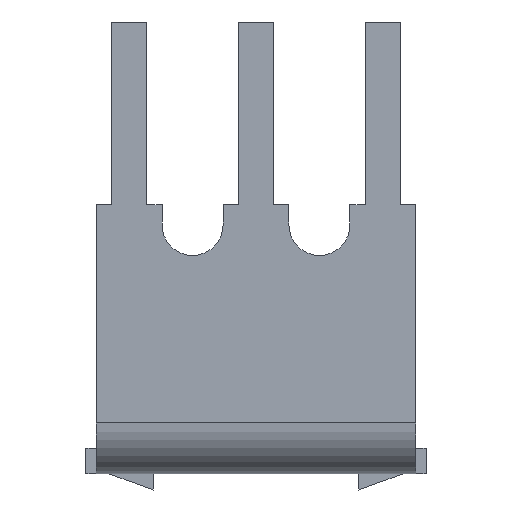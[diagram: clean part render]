
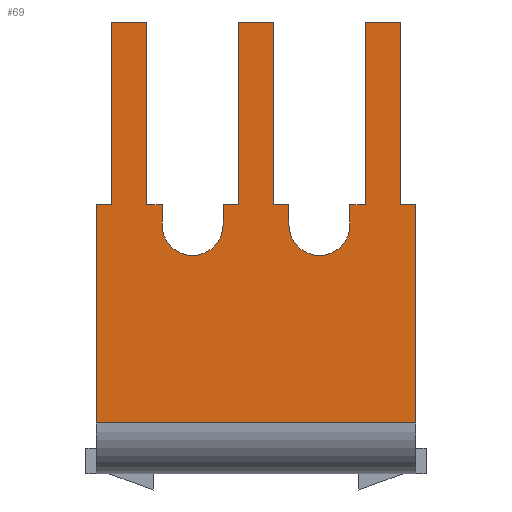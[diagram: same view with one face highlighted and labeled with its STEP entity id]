
A CAD part, front view. The second image highlights one B-rep face of the part: STEP entity #69.
In plain terms, the highlighted planar face has unit normal (0, -1, 0).
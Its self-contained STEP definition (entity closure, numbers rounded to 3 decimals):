
#69=ADVANCED_FACE('',(#175),#176,.T.);
#175=FACE_OUTER_BOUND('',#334,.T.);
#176=PLANE('',#335);
#334=EDGE_LOOP('',(#667,#668,#669,#670,#671,#672,#673,#674,#675,#676,#677,#678,#679,#680,#681,#682,#683,#684,#685,#686,#687,#688,#689,#690));
#335=AXIS2_PLACEMENT_3D('',#691,#692,#693);
#667=ORIENTED_EDGE('',*,*,#1151,.F.);
#668=ORIENTED_EDGE('',*,*,#1164,.F.);
#669=ORIENTED_EDGE('',*,*,#1207,.F.);
#670=ORIENTED_EDGE('',*,*,#1109,.T.);
#671=ORIENTED_EDGE('',*,*,#1208,.T.);
#672=ORIENTED_EDGE('',*,*,#1209,.F.);
#673=ORIENTED_EDGE('',*,*,#1210,.T.);
#674=ORIENTED_EDGE('',*,*,#1211,.T.);
#675=ORIENTED_EDGE('',*,*,#1212,.F.);
#676=ORIENTED_EDGE('',*,*,#1213,.F.);
#677=ORIENTED_EDGE('',*,*,#1214,.F.);
#678=ORIENTED_EDGE('',*,*,#1215,.F.);
#679=ORIENTED_EDGE('',*,*,#1216,.F.);
#680=ORIENTED_EDGE('',*,*,#1217,.F.);
#681=ORIENTED_EDGE('',*,*,#1218,.T.);
#682=ORIENTED_EDGE('',*,*,#1219,.T.);
#683=ORIENTED_EDGE('',*,*,#1220,.F.);
#684=ORIENTED_EDGE('',*,*,#1221,.F.);
#685=ORIENTED_EDGE('',*,*,#1222,.F.);
#686=ORIENTED_EDGE('',*,*,#1223,.F.);
#687=ORIENTED_EDGE('',*,*,#1224,.F.);
#688=ORIENTED_EDGE('',*,*,#1225,.F.);
#689=ORIENTED_EDGE('',*,*,#1226,.T.);
#690=ORIENTED_EDGE('',*,*,#1143,.T.);
#691=CARTESIAN_POINT('',(4.001,-3.493,0.635));
#692=DIRECTION('',(0.0,-1.0,0.0));
#693=DIRECTION('',(0.0,0.0,-1.0));
#1109=EDGE_CURVE('',#1331,#1332,#1333,.T.);
#1143=EDGE_CURVE('',#1397,#1398,#1399,.T.);
#1151=EDGE_CURVE('',#1410,#1398,#1412,.T.);
#1164=EDGE_CURVE('',#1434,#1410,#1436,.T.);
#1207=EDGE_CURVE('',#1331,#1434,#1505,.T.);
#1208=EDGE_CURVE('',#1332,#1506,#1507,.T.);
#1209=EDGE_CURVE('',#1508,#1506,#1509,.T.);
#1210=EDGE_CURVE('',#1508,#1510,#1511,.T.);
#1211=EDGE_CURVE('',#1510,#1512,#1513,.T.);
#1212=EDGE_CURVE('',#1514,#1512,#1515,.T.);
#1213=EDGE_CURVE('',#1516,#1514,#1517,.T.);
#1214=EDGE_CURVE('',#1518,#1516,#1519,.T.);
#1215=EDGE_CURVE('',#1520,#1518,#1521,.T.);
#1216=EDGE_CURVE('',#1522,#1520,#1523,.T.);
#1217=EDGE_CURVE('',#1524,#1522,#1525,.T.);
#1218=EDGE_CURVE('',#1524,#1526,#1527,.T.);
#1219=EDGE_CURVE('',#1526,#1528,#1529,.T.);
#1220=EDGE_CURVE('',#1530,#1528,#1531,.T.);
#1221=EDGE_CURVE('',#1532,#1530,#1533,.T.);
#1222=EDGE_CURVE('',#1534,#1532,#1535,.T.);
#1223=EDGE_CURVE('',#1536,#1534,#1537,.T.);
#1224=EDGE_CURVE('',#1538,#1536,#1539,.T.);
#1225=EDGE_CURVE('',#1540,#1538,#1541,.T.);
#1226=EDGE_CURVE('',#1540,#1397,#1542,.T.);
#1331=VERTEX_POINT('',#1693);
#1332=VERTEX_POINT('',#1694);
#1333=LINE('',#1695,#1696);
#1397=VERTEX_POINT('',#1789);
#1398=VERTEX_POINT('',#1790);
#1399=LINE('',#1791,#1792);
#1410=VERTEX_POINT('',#1809);
#1412=LINE('',#1812,#1813);
#1434=VERTEX_POINT('',#1843);
#1436=LINE('',#1845,#1846);
#1505=LINE('',#1945,#1946);
#1506=VERTEX_POINT('',#1947);
#1507=LINE('',#1948,#1949);
#1508=VERTEX_POINT('',#1950);
#1509=LINE('',#1951,#1952);
#1510=VERTEX_POINT('',#1953);
#1511=LINE('',#1954,#1955);
#1512=VERTEX_POINT('',#1956);
#1513=LINE('',#1957,#1958);
#1514=VERTEX_POINT('',#1959);
#1515=LINE('',#1960,#1961);
#1516=VERTEX_POINT('',#1962);
#1517=LINE('',#1963,#1964);
#1518=VERTEX_POINT('',#1965);
#1519=CIRCLE('',#1966,0.762);
#1520=VERTEX_POINT('',#1967);
#1521=LINE('',#1968,#1969);
#1522=VERTEX_POINT('',#1970);
#1523=LINE('',#1971,#1972);
#1524=VERTEX_POINT('',#1973);
#1525=LINE('',#1974,#1975);
#1526=VERTEX_POINT('',#1976);
#1527=LINE('',#1977,#1978);
#1528=VERTEX_POINT('',#1979);
#1529=LINE('',#1980,#1981);
#1530=VERTEX_POINT('',#1982);
#1531=LINE('',#1983,#1984);
#1532=VERTEX_POINT('',#1985);
#1533=LINE('',#1986,#1987);
#1534=VERTEX_POINT('',#1988);
#1535=CIRCLE('',#1989,0.762);
#1536=VERTEX_POINT('',#1990);
#1537=LINE('',#1991,#1992);
#1538=VERTEX_POINT('',#1993);
#1539=LINE('',#1994,#1995);
#1540=VERTEX_POINT('',#1996);
#1541=LINE('',#1997,#1998);
#1542=LINE('',#1999,#2000);
#1693=CARTESIAN_POINT('',(4.001,-3.493,0.635));
#1694=CARTESIAN_POINT('',(4.001,-3.493,6.096));
#1695=CARTESIAN_POINT('',(4.001,-3.493,0.635));
#1696=VECTOR('',#2225,5.461);
#1789=CARTESIAN_POINT('',(-3.62,-3.493,10.668));
#1790=CARTESIAN_POINT('',(-3.62,-3.493,6.096));
#1791=CARTESIAN_POINT('',(-3.62,-3.493,10.668));
#1792=VECTOR('',#2267,4.572);
#1809=CARTESIAN_POINT('',(-4.001,-3.493,6.096));
#1812=CARTESIAN_POINT('',(-4.001,-3.493,6.096));
#1813=VECTOR('',#2275,0.381);
#1843=CARTESIAN_POINT('',(-4.001,-3.493,0.635));
#1845=CARTESIAN_POINT('',(-4.001,-3.493,0.635));
#1846=VECTOR('',#2296,5.461);
#1945=CARTESIAN_POINT('',(4.001,-3.493,0.635));
#1946=VECTOR('',#2363,8.001);
#1947=CARTESIAN_POINT('',(3.62,-3.493,6.096));
#1948=CARTESIAN_POINT('',(4.001,-3.493,6.096));
#1949=VECTOR('',#2364,0.381);
#1950=CARTESIAN_POINT('',(3.62,-3.493,10.668));
#1951=CARTESIAN_POINT('',(3.62,-3.493,10.668));
#1952=VECTOR('',#2365,4.572);
#1953=CARTESIAN_POINT('',(2.731,-3.493,10.668));
#1954=CARTESIAN_POINT('',(3.62,-3.493,10.668));
#1955=VECTOR('',#2366,0.889);
#1956=CARTESIAN_POINT('',(2.731,-3.493,6.096));
#1957=CARTESIAN_POINT('',(2.731,-3.493,10.668));
#1958=VECTOR('',#2367,4.572);
#1959=CARTESIAN_POINT('',(2.35,-3.493,6.096));
#1960=CARTESIAN_POINT('',(2.35,-3.493,6.096));
#1961=VECTOR('',#2368,0.381);
#1962=CARTESIAN_POINT('',(2.35,-3.493,5.588));
#1963=CARTESIAN_POINT('',(2.35,-3.493,5.588));
#1964=VECTOR('',#2369,0.508);
#1965=CARTESIAN_POINT('',(0.826,-3.493,5.588));
#1966=AXIS2_PLACEMENT_3D('',#2370,#2371,#2372);
#1967=CARTESIAN_POINT('',(0.826,-3.493,6.096));
#1968=CARTESIAN_POINT('',(0.826,-3.493,6.096));
#1969=VECTOR('',#2373,0.508);
#1970=CARTESIAN_POINT('',(0.445,-3.493,6.096));
#1971=CARTESIAN_POINT('',(0.445,-3.493,6.096));
#1972=VECTOR('',#2374,0.381);
#1973=CARTESIAN_POINT('',(0.445,-3.493,10.668));
#1974=CARTESIAN_POINT('',(0.445,-3.493,10.668));
#1975=VECTOR('',#2375,4.572);
#1976=CARTESIAN_POINT('',(-0.445,-3.493,10.668));
#1977=CARTESIAN_POINT('',(0.445,-3.493,10.668));
#1978=VECTOR('',#2376,0.889);
#1979=CARTESIAN_POINT('',(-0.445,-3.493,6.096));
#1980=CARTESIAN_POINT('',(-0.445,-3.493,10.668));
#1981=VECTOR('',#2377,4.572);
#1982=CARTESIAN_POINT('',(-0.826,-3.493,6.096));
#1983=CARTESIAN_POINT('',(-0.826,-3.493,6.096));
#1984=VECTOR('',#2378,0.381);
#1985=CARTESIAN_POINT('',(-0.826,-3.493,5.588));
#1986=CARTESIAN_POINT('',(-0.826,-3.493,5.588));
#1987=VECTOR('',#2379,0.508);
#1988=CARTESIAN_POINT('',(-2.35,-3.493,5.588));
#1989=AXIS2_PLACEMENT_3D('',#2380,#2381,#2382);
#1990=CARTESIAN_POINT('',(-2.35,-3.493,6.096));
#1991=CARTESIAN_POINT('',(-2.35,-3.493,6.096));
#1992=VECTOR('',#2383,0.508);
#1993=CARTESIAN_POINT('',(-2.731,-3.493,6.096));
#1994=CARTESIAN_POINT('',(-2.731,-3.493,6.096));
#1995=VECTOR('',#2384,0.381);
#1996=CARTESIAN_POINT('',(-2.731,-3.493,10.668));
#1997=CARTESIAN_POINT('',(-2.731,-3.493,10.668));
#1998=VECTOR('',#2385,4.572);
#1999=CARTESIAN_POINT('',(-2.731,-3.493,10.668));
#2000=VECTOR('',#2386,0.889);
#2225=DIRECTION('',(0.0,0.0,1.0));
#2267=DIRECTION('',(0.0,0.0,-1.0));
#2275=DIRECTION('',(1.0,0.0,0.0));
#2296=DIRECTION('',(0.0,0.0,1.0));
#2363=DIRECTION('',(-1.0,0.0,0.0));
#2364=DIRECTION('',(-1.0,0.0,0.0));
#2365=DIRECTION('',(0.0,0.0,-1.0));
#2366=DIRECTION('',(-1.0,0.0,0.0));
#2367=DIRECTION('',(0.0,0.0,-1.0));
#2368=DIRECTION('',(1.0,0.0,0.0));
#2369=DIRECTION('',(0.0,0.0,1.0));
#2370=CARTESIAN_POINT('',(1.588,-3.493,5.588));
#2371=DIRECTION('',(0.0,-1.0,0.0));
#2372=DIRECTION('',(-1.0,0.0,0.0));
#2373=DIRECTION('',(0.0,0.0,-1.0));
#2374=DIRECTION('',(1.0,0.0,0.0));
#2375=DIRECTION('',(0.0,0.0,-1.0));
#2376=DIRECTION('',(-1.0,0.0,0.0));
#2377=DIRECTION('',(0.0,0.0,-1.0));
#2378=DIRECTION('',(1.0,0.0,0.0));
#2379=DIRECTION('',(0.0,0.0,1.0));
#2380=CARTESIAN_POINT('',(-1.588,-3.493,5.588));
#2381=DIRECTION('',(0.0,-1.0,0.0));
#2382=DIRECTION('',(-1.0,0.0,0.0));
#2383=DIRECTION('',(0.0,0.0,-1.0));
#2384=DIRECTION('',(1.0,0.0,0.0));
#2385=DIRECTION('',(0.0,0.0,-1.0));
#2386=DIRECTION('',(-1.0,0.0,0.0));
